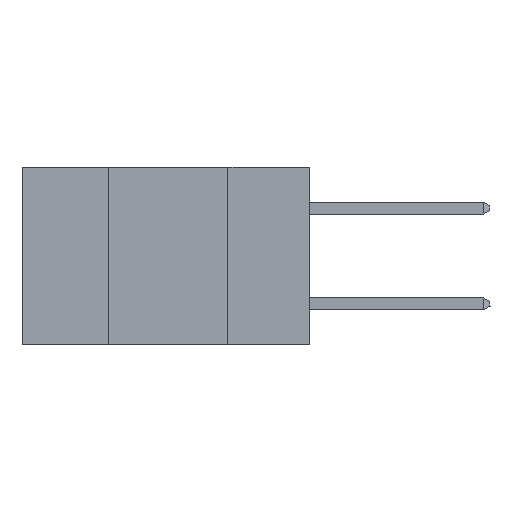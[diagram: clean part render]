
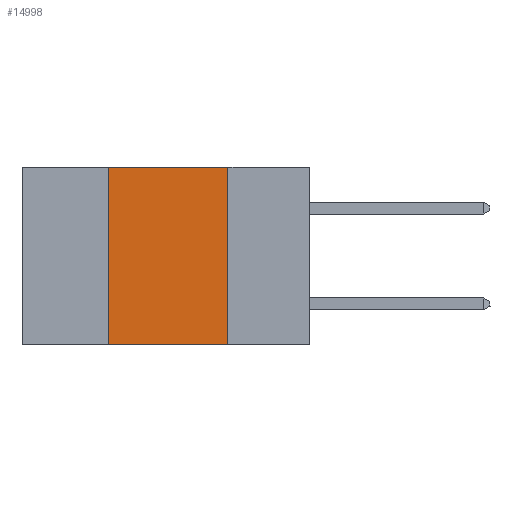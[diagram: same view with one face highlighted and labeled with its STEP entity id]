
A CAD part, left-side view. The second image highlights one B-rep face of the part: STEP entity #14998.
In plain terms, the highlighted planar face has unit normal (-1, 0, 0).
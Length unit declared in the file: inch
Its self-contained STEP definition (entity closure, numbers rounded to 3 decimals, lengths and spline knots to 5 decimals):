
#569 = DIRECTION ( 'NONE',  ( 0., 0., 1. ) ) ;
#994 = LINE ( 'NONE', #7298, #18633 ) ;
#1080 = CARTESIAN_POINT ( 'NONE',  ( 0., 0.6, -0.37 ) ) ;
#1769 = VERTEX_POINT ( 'NONE', #2953 ) ;
#1922 = VERTEX_POINT ( 'NONE', #17236 ) ;
#2916 = CARTESIAN_POINT ( 'NONE',  ( 0., 0.6, 0. ) ) ;
#2953 = CARTESIAN_POINT ( 'NONE',  ( 0., 0.17, 0. ) ) ;
#3642 = VERTEX_POINT ( 'NONE', #10029 ) ;
#3648 = LINE ( 'NONE', #10637, #12585 ) ;
#3755 = DIRECTION ( 'NONE',  ( 0., 0., -1. ) ) ;
#4091 = EDGE_CURVE ( 'NONE', #1922, #1769, #6765, .T. ) ;
#4312 = VERTEX_POINT ( 'NONE', #13870 ) ;
#4486 = DIRECTION ( 'NONE',  ( 0., -1., 0. ) ) ;
#5943 = EDGE_CURVE ( 'NONE', #1769, #3642, #3648, .T. ) ;
#6057 = EDGE_LOOP ( 'NONE', ( #11087, #8762, #14909, #18286 ) ) ;
#6765 = LINE ( 'NONE', #2916, #14684 ) ;
#7298 = CARTESIAN_POINT ( 'NONE',  ( 0., 0.42, 0. ) ) ;
#7787 = AXIS2_PLACEMENT_3D ( 'NONE', #16654, #18516, #18303 ) ;
#8089 = EDGE_CURVE ( 'NONE', #4312, #1922, #994, .T. ) ;
#8671 = EDGE_CURVE ( 'NONE', #4312, #3642, #21215, .T. ) ;
#8762 = ORIENTED_EDGE ( 'NONE', *, *, #4091, .F. ) ;
#9780 = DIRECTION ( 'NONE',  ( 0., -1., 0. ) ) ;
#10029 = CARTESIAN_POINT ( 'NONE',  ( 0., 0.17, -0.37 ) ) ;
#10637 = CARTESIAN_POINT ( 'NONE',  ( 0., 0.17, 0. ) ) ;
#11087 = ORIENTED_EDGE ( 'NONE', *, *, #5943, .F. ) ;
#12585 = VECTOR ( 'NONE', #3755, 39.37008 ) ;
#13435 = PLANE ( 'NONE',  #7787 ) ;
#13870 = CARTESIAN_POINT ( 'NONE',  ( 0., 0.42, -0.37 ) ) ;
#14684 = VECTOR ( 'NONE', #9780, 39.37008 ) ;
#14909 = ORIENTED_EDGE ( 'NONE', *, *, #8089, .F. ) ;
#14998 = ADVANCED_FACE ( 'NONE', ( #15201 ), #13435, .F. ) ;
#15201 = FACE_OUTER_BOUND ( 'NONE', #6057, .T. ) ;
#16201 = VECTOR ( 'NONE', #4486, 39.37008 ) ;
#16654 = CARTESIAN_POINT ( 'NONE',  ( 0., 0.6, 0. ) ) ;
#17236 = CARTESIAN_POINT ( 'NONE',  ( 0., 0.42, 0. ) ) ;
#18286 = ORIENTED_EDGE ( 'NONE', *, *, #8671, .T. ) ;
#18303 = DIRECTION ( 'NONE',  ( 0., 0., -1. ) ) ;
#18516 = DIRECTION ( 'NONE',  ( 1., 0., 0. ) ) ;
#18633 = VECTOR ( 'NONE', #569, 39.37008 ) ;
#21215 = LINE ( 'NONE', #1080, #16201 ) ;
